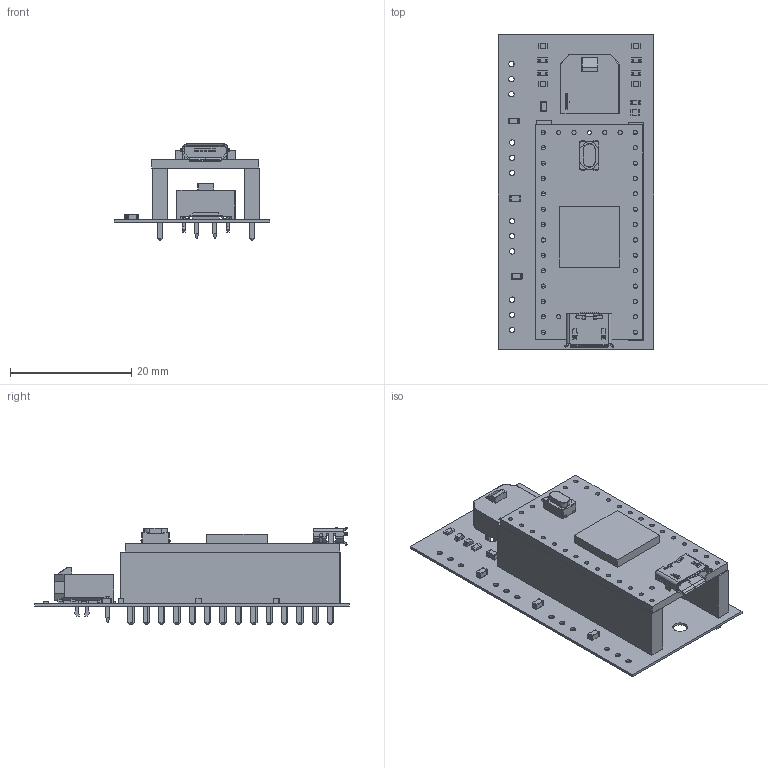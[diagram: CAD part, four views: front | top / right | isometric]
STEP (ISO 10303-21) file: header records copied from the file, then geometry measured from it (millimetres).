
FILE_DESCRIPTION(('Open CASCADE Model'),'2;1');
FILE_NAME('Open CASCADE Shape Model','2024-07-03T19:59:25',('Author'),( 'Open CASCADE'),'Open CASCADE STEP processor 7.5','Open CASCADE 7.5' ,'Unknown');
FILE_SCHEMA(('AUTOMOTIVE_DESIGN { 1 0 10303 214 1 1 1 1 }'));
Length unit declared in the file: millimetre
Products named in the file (54): PCB; Board; Open CASCADE STEP translator 7.5 1.1.1; R3; 6605915440; Extruded; 6605915280; R2; Right Leg; LED 0603 single color; Right Arm; U2; 6601292416; U1; PPPC141LFBN-RC; Body; LeadsArray; Teensy_4.0_Assembly; Teensy_4.0_PCB; Micro USB-B Female 5Pin SMD; NXP iMXRT1062; SKRPACE010 v4; R5; R4; R1; J5; Conn_Molex_43650-0204_eec; 43650-0204; 1; 2; 3; 4; Pin1_Triangle; Molex; Left Leg; Left Arm; Power LED; C8; 7372652736; Terminal ...
Assembly tree (73 placements, depth 5):
  PCB
    Board
      Open CASCADE STEP translator 7.5 1.1.1
    R3
      6605915440
        Extruded
      6605915280  x2
        Extruded
    R2
      6605915440
        Extruded
      6605915280  x2
        Extruded
    Right Leg
      LED 0603 single color
    Right Arm
      LED 0603 single color
    U2
      6601292416
    U1
      PPPC141LFBN-RC  x2
        Body
        LeadsArray
      Teensy_4.0_Assembly
        Teensy_4.0_PCB
        Micro USB-B Female 5Pin SMD
        NXP iMXRT1062
        SKRPACE010 v4
    R5
      6605915440
        Extruded
      6605915280  x2
        Extruded
    R4
      6605915440
        Extruded
      6605915280  x2
        Extruded
    R1
      6605915440
        Extruded
      6605915280  x2
        Extruded
    J5
      Conn_Molex_43650-0204_eec
        43650-0204
          1
          2
          3
          4
        Pin1_Triangle
        Molex
    Left Leg
      LED 0603 single color
    Left Arm
      LED 0603 single color
    Power LED
      LED 0603 single color
    C8
      7372652736
Bounding box: 25.65 x 51.94 x 16.17 mm (x, y, z)
Volume: 3499.1 mm3; surface area: 8351.3 mm2
Topology: 126 solids, 126 shells, 2458 faces, 6139 edges, 3922 vertices
Faces by surface type: plane 1749, cylinder 536, bspline 119, sphere 44, torus 10
Full cylindrical faces by diameter (mm): 0.225 x1, 0.888 x12, 1.02 x2, 1.35 x28, 2.4 x2, 2.41 x2
Entity records: 59429 total; most frequent: CARTESIAN_POINT 10676, ORIENTED_EDGE 9084, DIRECTION 8768, EDGE_CURVE 4542, LINE 3212, VECTOR 3212, VERTEX_POINT 2932, AXIS2_PLACEMENT_3D 2778
